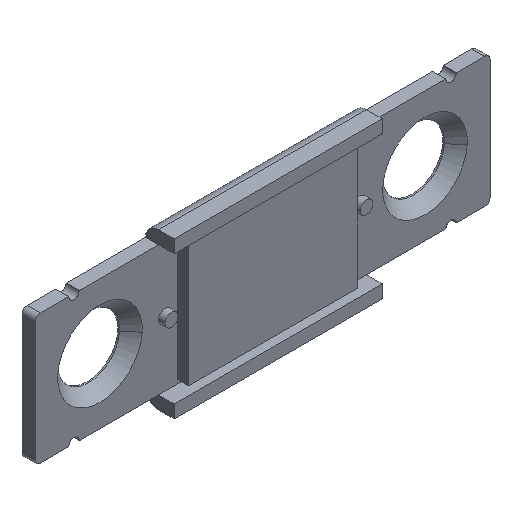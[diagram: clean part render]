
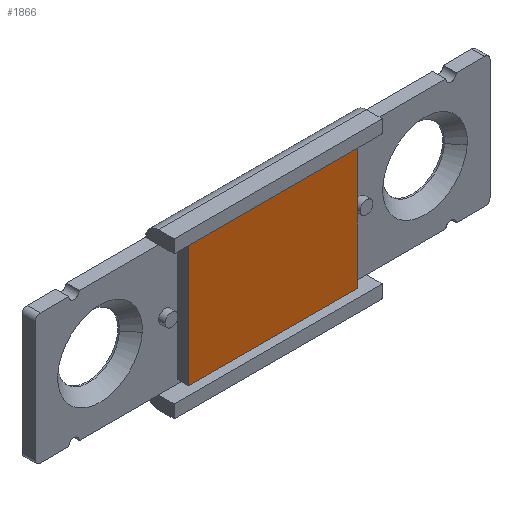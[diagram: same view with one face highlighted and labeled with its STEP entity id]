
A CAD part, isometric view. The second image highlights one B-rep face of the part: STEP entity #1866.
In plain terms, the highlighted free-form (B-spline) face has degree [1, 1] with [2, 2] control points.
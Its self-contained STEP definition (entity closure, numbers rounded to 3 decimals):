
#1831=CARTESIAN_POINT('',(-7.149,-1.8,-5.225));
#1832=CARTESIAN_POINT('',(7.149,-1.8,-5.225));
#1833=CARTESIAN_POINT('',(-7.149,-1.8,5.225));
#1834=CARTESIAN_POINT('',(7.149,-1.8,5.225));
#1835=B_SPLINE_SURFACE_WITH_KNOTS('',1,1,((#1831,#1833),(#1832,#1834)),.UNSPECIFIED.,.F.,.F.,.U.,(2,2),(2,2),(0.0,14.299),(0.0,10.449),.UNSPECIFIED.);
#1836=CARTESIAN_POINT('',(6.5,-1.8,-4.75));
#1837=VERTEX_POINT('',#1836);
#1838=CARTESIAN_POINT('',(6.5,-1.8,4.75));
#1839=VERTEX_POINT('',#1838);
#1840=CARTESIAN_POINT('',(6.5,-1.8,-4.75));
#1841=CARTESIAN_POINT('',(6.5,-1.8,4.75));
#1842=QUASI_UNIFORM_CURVE('',1,(#1840,#1841),.UNSPECIFIED.,.F.,.U.);
#1843=EDGE_CURVE('',#1837,#1839,#1842,.T.);
#1844=ORIENTED_EDGE('',*,*,#1843,.T.);
#1845=CARTESIAN_POINT('',(-6.5,-1.8,4.75));
#1846=VERTEX_POINT('',#1845);
#1847=CARTESIAN_POINT('',(6.5,-1.8,4.75));
#1848=CARTESIAN_POINT('',(-6.5,-1.8,4.75));
#1849=QUASI_UNIFORM_CURVE('',1,(#1847,#1848),.UNSPECIFIED.,.F.,.U.);
#1850=EDGE_CURVE('',#1839,#1846,#1849,.T.);
#1851=ORIENTED_EDGE('',*,*,#1850,.T.);
#1852=CARTESIAN_POINT('',(-6.5,-1.8,-4.75));
#1853=VERTEX_POINT('',#1852);
#1854=CARTESIAN_POINT('',(-6.5,-1.8,4.75));
#1855=CARTESIAN_POINT('',(-6.5,-1.8,-4.75));
#1856=QUASI_UNIFORM_CURVE('',1,(#1854,#1855),.UNSPECIFIED.,.F.,.U.);
#1857=EDGE_CURVE('',#1846,#1853,#1856,.T.);
#1858=ORIENTED_EDGE('',*,*,#1857,.T.);
#1859=CARTESIAN_POINT('',(-6.5,-1.8,-4.75));
#1860=CARTESIAN_POINT('',(6.5,-1.8,-4.75));
#1861=QUASI_UNIFORM_CURVE('',1,(#1859,#1860),.UNSPECIFIED.,.F.,.U.);
#1862=EDGE_CURVE('',#1853,#1837,#1861,.T.);
#1863=ORIENTED_EDGE('',*,*,#1862,.T.);
#1864=EDGE_LOOP('',(#1844,#1851,#1858,#1863));
#1865=FACE_OUTER_BOUND('',#1864,.T.);
#1866=ADVANCED_FACE('',(#1865),#1835,.T.);
